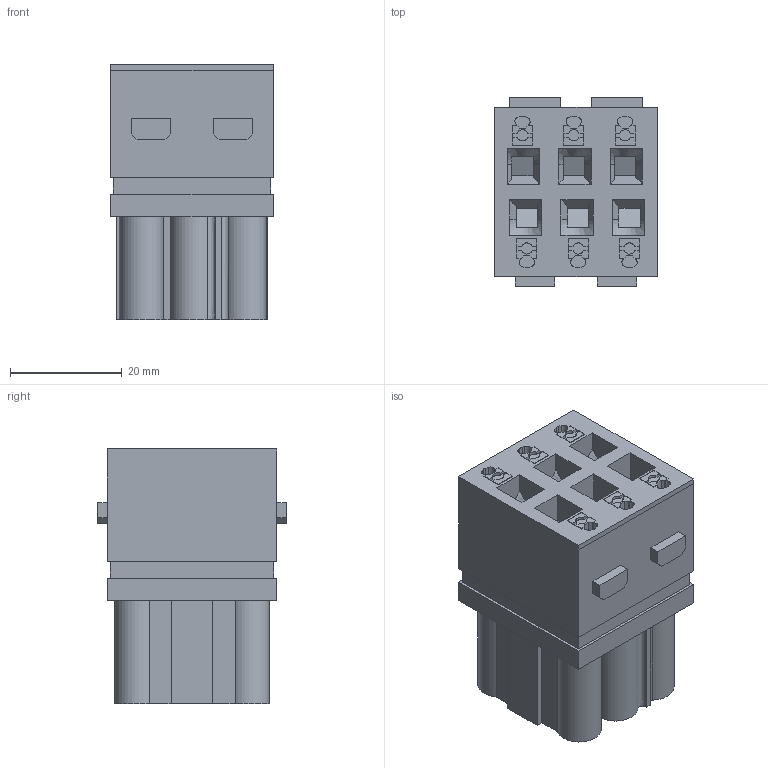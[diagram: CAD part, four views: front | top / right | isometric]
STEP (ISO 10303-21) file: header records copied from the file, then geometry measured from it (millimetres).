
FILE_DESCRIPTION(('CATIA V5 STEP Exchange','CAx-IF Rec.Pracs.--- Model Styling and Organization---1.5--- 2016-08-15','CAx-IF Rec.Pracs.---Supplemental Geometry---1.0---2011-11-01','CAx-IF Rec.Pracs.--- Composite Materials ---1.1---2010-07-15'),'2;1');
FILE_NAME ('2269653-3_0', '2026-01-12T09:07:13+00:00', ('none'), ('Weidmueller'), 'CATIA Version 5-6 Release 2024 SP4', 'CATIA V5 STEP AP214 v3', 'none');
FILE_SCHEMA(('AUTOMOTIVE_DESIGN { 1 0 10303 214 1 1 1 1 }'));
Length unit declared in the file: millimetre
Products named in the file (1): 3193730000
Bounding box: 29.2 x 33.85 x 45.8 mm (x, y, z)
Volume: 25000.6 mm3; surface area: 16105.7 mm2
Topology: 1 solids, 1 shells, 491 faces, 1345 edges, 900 vertices
Faces by surface type: plane 377, cylinder 73, cone 38, bspline 3
Entity records: 15632 total; most frequent: CARTESIAN_POINT 4124, ORIENTED_EDGE 2690, DIRECTION 1763, EDGE_CURVE 1345, VECTOR 1029, LINE 1029, VERTEX_POINT 900, EDGE_LOOP 535
